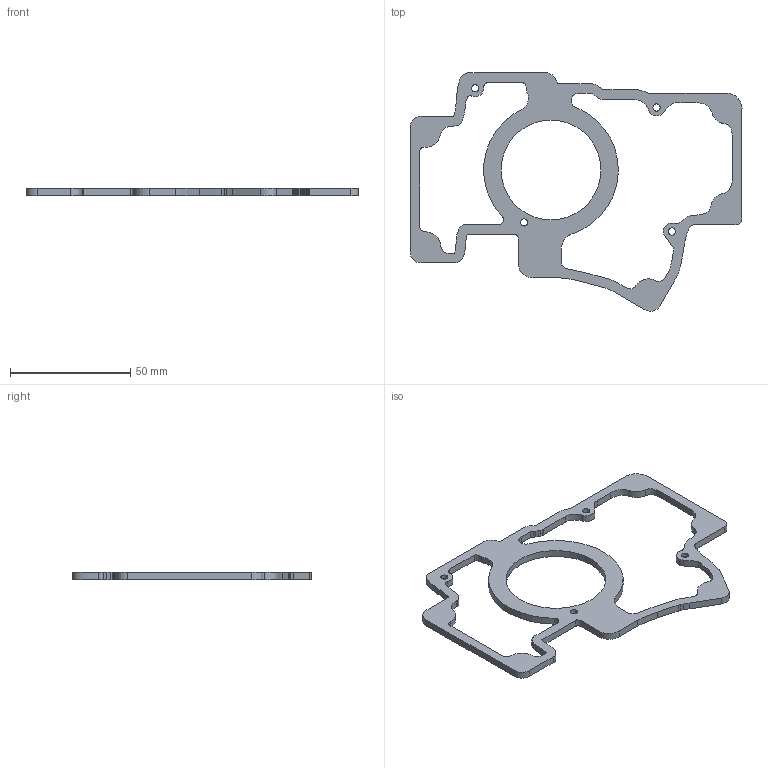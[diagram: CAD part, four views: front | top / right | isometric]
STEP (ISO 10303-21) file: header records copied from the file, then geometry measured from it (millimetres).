
FILE_DESCRIPTION(/* description */ ('STEP AP242','CAx-IF Rec.Pracs.---Representation and Presentation of Product Manufacturing Information (PMI)---4.0---2014-10-13','CAx-IF Rec.Pracs.---3D Tessellated Geometry---0.4---2014-09-14','2;1'),/* implementation_level */ '2;1');
FILE_NAME(/* name */ 'Assembly 1 - Part 1',/* time_stamp */ '2024-12-08T18:53:56Z',/* author */ (''),/* organization */ (''),/* preprocessor_version */ 'ST-DEVELOPER v20',/* originating_system */ 'ONSHAPE BY PTC INC, 1.190',/* authorisation */ ' ');
FILE_SCHEMA (('AP242_MANAGED_MODEL_BASED_3D_ENGINEERING_MIM_LF { 1 0 10303 442 1 1 4 }'));
Length unit declared in the file: metre
Products named in the file (1): Part 1
Bounding box: 138.01 x 99.12 x 3 mm (x, y, z)
Volume: 10427.9 mm3; surface area: 10876.7 mm2
Topology: 1 solids, 1 shells, 194 faces, 554 edges, 368 vertices
Faces by surface type: plane 127, cylinder 34, bspline 29, cone 4
Full cylindrical faces by diameter (mm): 3 x4, 10.497 x1, 10.501 x2, 10.517 x1, 10.522 x1, 10.535 x1, 41.5 x1
Entity records: 6859 total; most frequent: CARTESIAN_POINT 1931, ORIENTED_EDGE 1078, DIRECTION 885, EDGE_CURVE 539, LINE 409, VECTOR 409, VERTEX_POINT 368, AXIS2_PLACEMENT_3D 238
